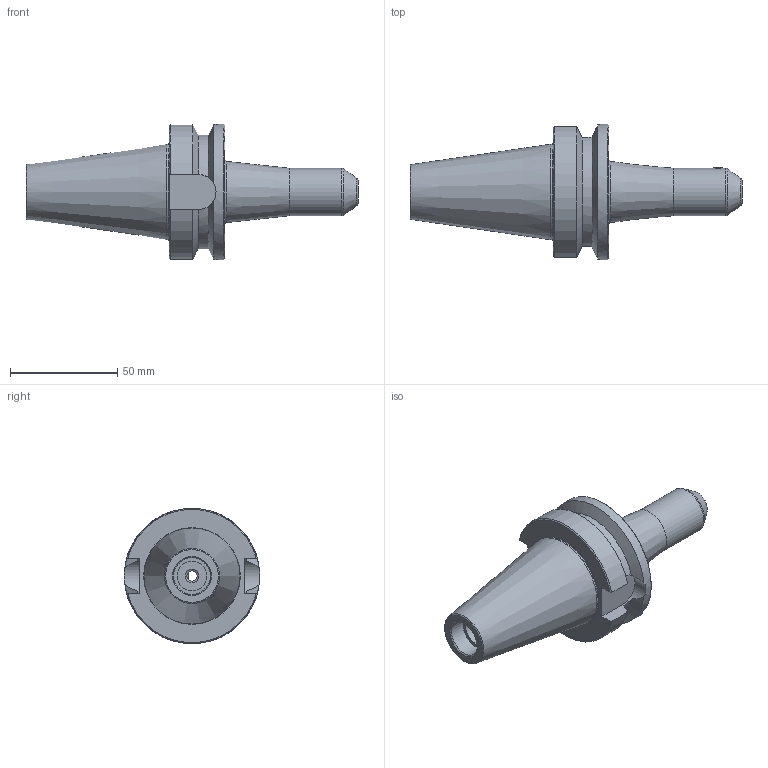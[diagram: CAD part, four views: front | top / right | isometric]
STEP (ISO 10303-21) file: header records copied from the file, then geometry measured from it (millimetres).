
FILE_DESCRIPTION(/* description */ (''),/* implementation_level */ '2;1');
FILE_NAME(/* name */ 'BT40 EM.1875-3.5DT.step',/* time_stamp */ '2025-08-12T16:38:28-05:00',/* author */ (''),/* organization */ (''),/* preprocessor_version */ 'ST-DEVELOPER v20.1',/* originating_system */ 'Autodesk Translation Framework v14.10.0.0',/* authorisation */ '');
FILE_SCHEMA (('AUTOMOTIVE_DESIGN { 1 0 10303 214 3 1 1 }'));
Length unit declared in the file: inch
Products named in the file (3): BT40 EM.750-2.5D; BT40 Standard Template; Component3
Assembly tree (2 placements, depth 3):
  BT40 EM.750-2.5D
    BT40 Standard Template
      Component3
Bounding box: 154.43 x 62.99 x 62.99 mm (x, y, z)
Volume: 147026.9 mm3; surface area: 27765.3 mm2
Topology: 1 solids, 1 shells, 55 faces, 129 edges, 83 vertices
Faces by surface type: plane 21, cylinder 16, cone 14, torus 4
Full cylindrical faces by diameter (mm): 4.013 x1, 4.762 x1, 6.286 x1, 13.716 x1, 17.018 x1, 22.098 x1, 44.45 x1, 62.992 x1
Entity records: 1816 total; most frequent: CARTESIAN_POINT 427, DIRECTION 274, ORIENTED_EDGE 258, EDGE_CURVE 129, AXIS2_PLACEMENT_3D 108, VERTEX_POINT 83, EDGE_LOOP 64, LINE 58
